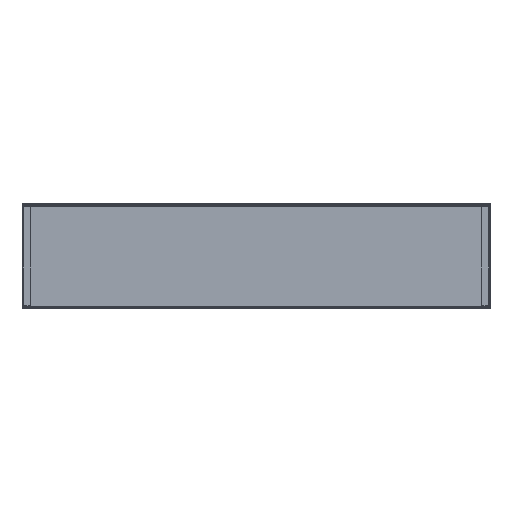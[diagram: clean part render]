
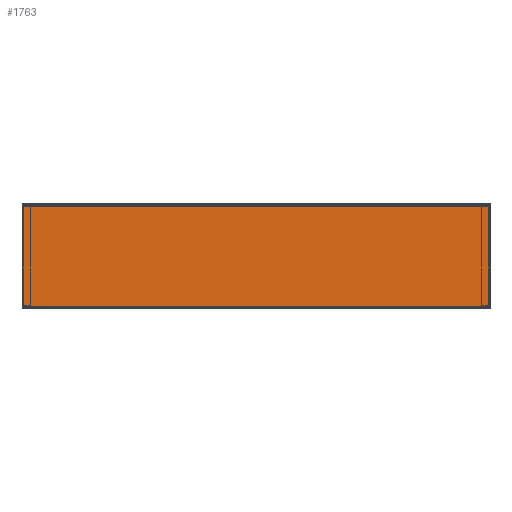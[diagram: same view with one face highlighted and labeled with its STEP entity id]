
A CAD part, left-side view. The second image highlights one B-rep face of the part: STEP entity #1763.
In plain terms, the highlighted planar face has unit normal (-1, 0, 0).
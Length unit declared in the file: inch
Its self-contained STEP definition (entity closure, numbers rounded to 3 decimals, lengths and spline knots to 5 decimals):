
#28 = VERTEX_POINT ( 'NONE', #4680 ) ;
#81 = AXIS2_PLACEMENT_3D ( 'NONE', #4437, #2736, #4987 ) ;
#595 = EDGE_CURVE ( 'NONE', #28, #4892, #6236, .T. ) ;
#636 = CARTESIAN_POINT ( 'NONE',  ( -18., -18., 0.143 ) ) ;
#935 = VECTOR ( 'NONE', #7075, 39.37008 ) ;
#1029 = DIRECTION ( 'NONE',  ( 0., 0., 1. ) ) ;
#1599 = CARTESIAN_POINT ( 'NONE',  ( -18., 18., 0.143 ) ) ;
#1763 = ADVANCED_FACE ( 'NONE', ( #3385 ), #3351, .F. ) ;
#1934 = VECTOR ( 'NONE', #2089, 39.37008 ) ;
#2089 = DIRECTION ( 'NONE',  ( 0., 1., 0. ) ) ;
#2317 = VECTOR ( 'NONE', #1029, 39.37008 ) ;
#2405 = EDGE_CURVE ( 'NONE', #5083, #6998, #4376, .T. ) ;
#2661 = EDGE_LOOP ( 'NONE', ( #6348, #6514, #3089, #5976 ) ) ;
#2736 = DIRECTION ( 'NONE',  ( 1., 0., 0. ) ) ;
#2801 = CARTESIAN_POINT ( 'NONE',  ( -18., -18., 7.857 ) ) ;
#2906 = DIRECTION ( 'NONE',  ( 0., -1., 0. ) ) ;
#3089 = ORIENTED_EDGE ( 'NONE', *, *, #2405, .F. ) ;
#3297 = LINE ( 'NONE', #5990, #2317 ) ;
#3351 = PLANE ( 'NONE',  #81 ) ;
#3385 = FACE_OUTER_BOUND ( 'NONE', #2661, .T. ) ;
#3702 = EDGE_CURVE ( 'NONE', #28, #6998, #4871, .T. ) ;
#4090 = EDGE_CURVE ( 'NONE', #5083, #4892, #3297, .T. ) ;
#4376 = LINE ( 'NONE', #7064, #1934 ) ;
#4437 = CARTESIAN_POINT ( 'NONE',  ( -18., -18., 0.08553 ) ) ;
#4618 = VECTOR ( 'NONE', #2906, 39.37008 ) ;
#4680 = CARTESIAN_POINT ( 'NONE',  ( -18., 18., 7.857 ) ) ;
#4871 = LINE ( 'NONE', #6495, #935 ) ;
#4892 = VERTEX_POINT ( 'NONE', #5935 ) ;
#4987 = DIRECTION ( 'NONE',  ( 0., 0., -1. ) ) ;
#5083 = VERTEX_POINT ( 'NONE', #636 ) ;
#5935 = CARTESIAN_POINT ( 'NONE',  ( -18., -18., 7.857 ) ) ;
#5976 = ORIENTED_EDGE ( 'NONE', *, *, #4090, .T. ) ;
#5990 = CARTESIAN_POINT ( 'NONE',  ( -18., -18., 0.095 ) ) ;
#6236 = LINE ( 'NONE', #2801, #4618 ) ;
#6348 = ORIENTED_EDGE ( 'NONE', *, *, #595, .F. ) ;
#6495 = CARTESIAN_POINT ( 'NONE',  ( -18., 18., 0.095 ) ) ;
#6514 = ORIENTED_EDGE ( 'NONE', *, *, #3702, .T. ) ;
#6998 = VERTEX_POINT ( 'NONE', #1599 ) ;
#7064 = CARTESIAN_POINT ( 'NONE',  ( -18., -18., 0.143 ) ) ;
#7075 = DIRECTION ( 'NONE',  ( 0., 0., -1. ) ) ;
